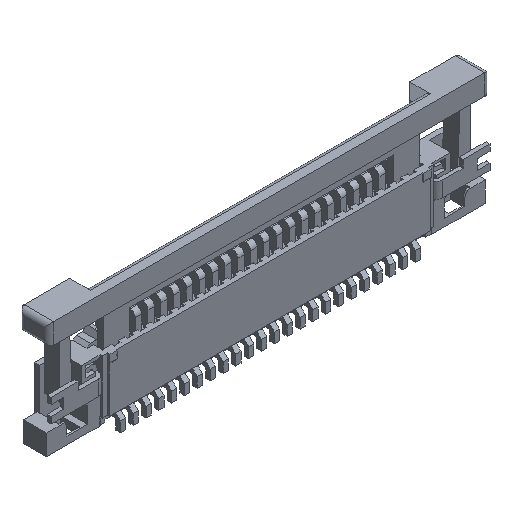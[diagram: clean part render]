
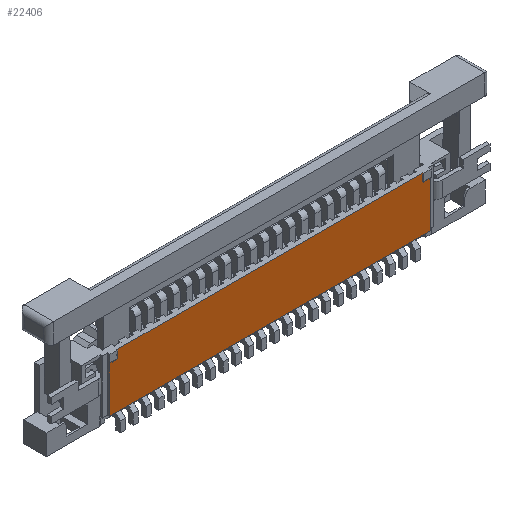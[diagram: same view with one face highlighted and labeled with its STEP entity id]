
A CAD part, isometric view. The second image highlights one B-rep face of the part: STEP entity #22406.
In plain terms, the highlighted planar face has unit normal (0, -1, 0).
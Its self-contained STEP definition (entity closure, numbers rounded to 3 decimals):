
#3822=DIRECTION('',(1.,0.,0.));
#3823=VECTOR('',#3822,11.92);
#3824=CARTESIAN_POINT('',(-5.96,0.025,2.4));
#3825=LINE('',#3824,#3823);
#4310=DIRECTION('',(0.,0.,1.));
#4311=VECTOR('',#4310,0.3);
#4312=CARTESIAN_POINT('',(5.96,0.025,2.1));
#4313=LINE('',#4312,#4311);
#4314=DIRECTION('',(-1.,0.,0.));
#4315=VECTOR('',#4314,0.3);
#4316=CARTESIAN_POINT('',(6.26,0.025,2.1));
#4317=LINE('',#4316,#4315);
#4318=DIRECTION('',(-1.,0.,0.));
#4319=VECTOR('',#4318,0.3);
#4320=CARTESIAN_POINT('',(-5.96,0.025,2.1));
#4321=LINE('',#4320,#4319);
#4322=DIRECTION('',(0.,0.,-1.));
#4323=VECTOR('',#4322,0.3);
#4324=CARTESIAN_POINT('',(-5.96,0.025,2.4));
#4325=LINE('',#4324,#4323);
#4358=DIRECTION('',(0.,0.,1.));
#4359=VECTOR('',#4358,1.8);
#4360=CARTESIAN_POINT('',(-6.26,0.025,0.3));
#4361=LINE('',#4360,#4359);
#4366=DIRECTION('',(1.,0.,0.));
#4367=VECTOR('',#4366,12.52);
#4368=CARTESIAN_POINT('',(-6.26,0.025,0.3));
#4369=LINE('',#4368,#4367);
#4390=DIRECTION('',(0.,0.,-1.));
#4391=VECTOR('',#4390,1.8);
#4392=CARTESIAN_POINT('',(6.26,0.025,2.1));
#4393=LINE('',#4392,#4391);
#14413=CARTESIAN_POINT('',(-5.96,0.025,2.4));
#14414=CARTESIAN_POINT('',(5.96,0.025,2.4));
#14415=VERTEX_POINT('',#14413);
#14416=VERTEX_POINT('',#14414);
#14429=CARTESIAN_POINT('',(-6.26,0.025,0.3));
#14430=CARTESIAN_POINT('',(6.26,0.025,0.3));
#14431=VERTEX_POINT('',#14429);
#14432=VERTEX_POINT('',#14430);
#14433=CARTESIAN_POINT('',(-6.26,0.025,2.1));
#14434=VERTEX_POINT('',#14433);
#14435=CARTESIAN_POINT('',(6.26,0.025,2.1));
#14436=VERTEX_POINT('',#14435);
#14437=CARTESIAN_POINT('',(-5.96,0.025,2.1));
#14438=VERTEX_POINT('',#14437);
#14439=CARTESIAN_POINT('',(5.96,0.025,2.1));
#14440=VERTEX_POINT('',#14439);
#22384=CARTESIAN_POINT('',(0.,0.025,0.));
#22385=DIRECTION('',(0.,-1.,0.));
#22386=DIRECTION('',(1.,0.,0.));
#22387=AXIS2_PLACEMENT_3D('',#22384,#22385,#22386);
#22388=PLANE('',#22387);
#22389=ORIENTED_EDGE('',*,*,#22171,.T.);
#22391=ORIENTED_EDGE('',*,*,#22390,.F.);
#22393=ORIENTED_EDGE('',*,*,#22392,.F.);
#22395=ORIENTED_EDGE('',*,*,#22394,.T.);
#22397=ORIENTED_EDGE('',*,*,#22396,.F.);
#22399=ORIENTED_EDGE('',*,*,#22398,.T.);
#22401=ORIENTED_EDGE('',*,*,#22400,.F.);
#22403=ORIENTED_EDGE('',*,*,#22402,.F.);
#22404=EDGE_LOOP('',(#22389,#22391,#22393,#22395,#22397,#22399,#22401,#22403));
#22405=FACE_OUTER_BOUND('',#22404,.F.);
#22406=ADVANCED_FACE('',(#22405),#22388,.T.);
#22171=EDGE_CURVE('',#14415,#14416,#3825,.T.);
#22390=EDGE_CURVE('',#14440,#14416,#4313,.T.);
#22392=EDGE_CURVE('',#14436,#14440,#4317,.T.);
#22394=EDGE_CURVE('',#14436,#14432,#4393,.T.);
#22396=EDGE_CURVE('',#14431,#14432,#4369,.T.);
#22398=EDGE_CURVE('',#14431,#14434,#4361,.T.);
#22400=EDGE_CURVE('',#14438,#14434,#4321,.T.);
#22402=EDGE_CURVE('',#14415,#14438,#4325,.T.);
